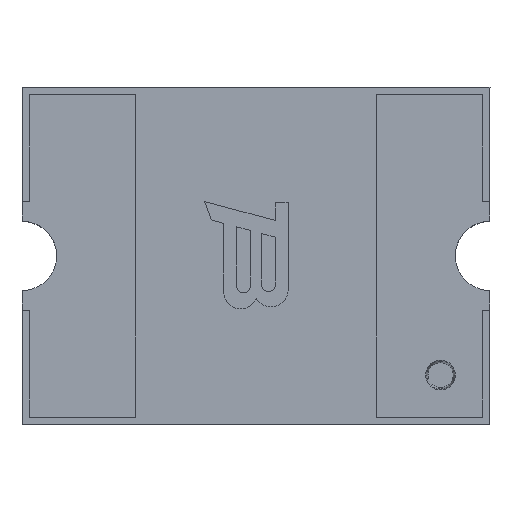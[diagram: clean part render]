
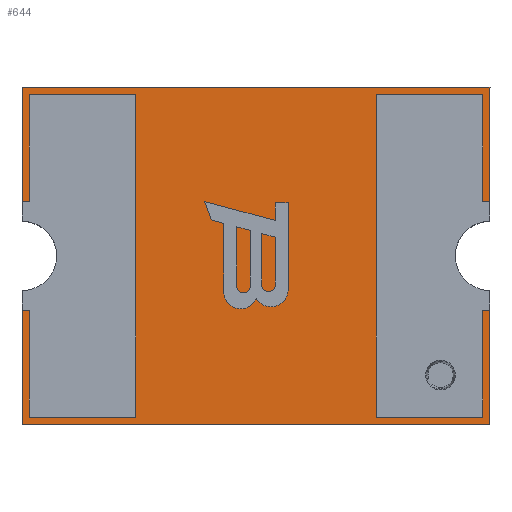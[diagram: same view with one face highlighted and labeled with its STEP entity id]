
A CAD part, top view. The second image highlights one B-rep face of the part: STEP entity #644.
In plain terms, the highlighted face is planar.
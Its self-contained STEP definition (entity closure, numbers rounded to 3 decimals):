
#644=ADVANCED_FACE('',(#1764,#1766),#1768,.F.);
#1764=FACE_BOUND('',#1765,.T.);
#1765=EDGE_LOOP('',(#2639,#2640,#2641,#2642,#2643,#2644,#2645,#2646));
#1766=FACE_BOUND('',#1767,.T.);
#1767=EDGE_LOOP('',(#2647));
#1768=PLANE('',#1769);
#1769=AXIS2_PLACEMENT_3D('',#1770,#1771,#1772);
#1770=CARTESIAN_POINT('',(0.,0.,1.55));
#1771=DIRECTION('',(-0.,-0.,1.));
#1772=DIRECTION('',(1.,0.,-0.));
#2639=ORIENTED_EDGE('',*,*,#3203,.T.);
#2640=ORIENTED_EDGE('',*,*,#3205,.T.);
#2641=ORIENTED_EDGE('',*,*,#3195,.T.);
#2642=ORIENTED_EDGE('',*,*,#3190,.T.);
#2643=ORIENTED_EDGE('',*,*,#3187,.T.);
#2644=ORIENTED_EDGE('',*,*,#3206,.T.);
#2645=ORIENTED_EDGE('',*,*,#3179,.T.);
#2646=ORIENTED_EDGE('',*,*,#3173,.T.);
#2647=ORIENTED_EDGE('',*,*,#3207,.T.);
#3173=EDGE_CURVE('',#3625,#3626,#3627,.T.);
#3179=EDGE_CURVE('',#3636,#3625,#3637,.T.);
#3187=EDGE_CURVE('',#3651,#3649,#3652,.T.);
#3190=EDGE_CURVE('',#3655,#3651,#3656,.T.);
#3195=EDGE_CURVE('',#3664,#3655,#3665,.T.);
#3203=EDGE_CURVE('',#3626,#3677,#3679,.T.);
#3205=EDGE_CURVE('',#3677,#3664,#3681,.T.);
#3206=EDGE_CURVE('',#3649,#3636,#3682,.T.);
#3207=EDGE_CURVE('',#3683,#3683,#3684,.F.);
#3625=VERTEX_POINT('',#4519);
#3626=VERTEX_POINT('',#4520);
#3627=CIRCLE('',#4521,0.4);
#3636=VERTEX_POINT('',#4543);
#3637=LINE('',#4544,#4545);
#3649=VERTEX_POINT('',#4570);
#3651=VERTEX_POINT('',#4574);
#3652=LINE('',#4575,#4576);
#3655=VERTEX_POINT('',#4584);
#3656=CIRCLE('',#4585,0.4);
#3664=VERTEX_POINT('',#4604);
#3665=LINE('',#4605,#4606);
#3677=VERTEX_POINT('',#4631);
#3679=LINE('',#4635,#4636);
#3681=LINE('',#4641,#4642);
#3682=LINE('',#4644,#4645);
#3683=VERTEX_POINT('',#4647);
#3684=CIRCLE('',#4648,0.141);
#4519=CARTESIAN_POINT('',(2.365,-0.4,1.55));
#4520=CARTESIAN_POINT('',(2.365,0.4,1.55));
#4521=AXIS2_PLACEMENT_3D('',#4522,#4523,#4524);
#4522=CARTESIAN_POINT('',(2.365,0.,1.55));
#4523=DIRECTION('',(0.,-0.,-1.));
#4524=DIRECTION('',(0.,-1.,0.));
#4543=CARTESIAN_POINT('',(2.365,-1.705,1.55));
#4544=CARTESIAN_POINT('',(2.365,-1.705,1.55));
#4545=VECTOR('',#4546,1.);
#4546=DIRECTION('',(0.,1.,0.));
#4570=CARTESIAN_POINT('',(-2.365,-1.705,1.55));
#4574=CARTESIAN_POINT('',(-2.365,-0.4,1.55));
#4575=CARTESIAN_POINT('',(-2.365,-0.4,1.55));
#4576=VECTOR('',#4577,1.);
#4577=DIRECTION('',(0.,-1.,0.));
#4584=CARTESIAN_POINT('',(-2.365,0.4,1.55));
#4585=AXIS2_PLACEMENT_3D('',#4586,#4587,#4588);
#4586=CARTESIAN_POINT('',(-2.365,0.,1.55));
#4587=DIRECTION('',(0.,0.,-1.));
#4588=DIRECTION('',(0.,1.,0.));
#4604=CARTESIAN_POINT('',(-2.365,1.705,1.55));
#4605=CARTESIAN_POINT('',(-2.365,1.705,1.55));
#4606=VECTOR('',#4607,1.);
#4607=DIRECTION('',(0.,-1.,0.));
#4631=CARTESIAN_POINT('',(2.365,1.705,1.55));
#4635=CARTESIAN_POINT('',(2.365,0.4,1.55));
#4636=VECTOR('',#4637,1.);
#4637=DIRECTION('',(0.,1.,0.));
#4641=CARTESIAN_POINT('',(2.365,1.705,1.55));
#4642=VECTOR('',#4643,1.);
#4643=DIRECTION('',(-1.,0.,0.));
#4644=CARTESIAN_POINT('',(-2.365,-1.705,1.55));
#4645=VECTOR('',#4646,1.);
#4646=DIRECTION('',(1.,0.,0.));
#4647=CARTESIAN_POINT('',(2.006,-1.205,1.55));
#4648=AXIS2_PLACEMENT_3D('',#4649,#4650,#4651);
#4649=CARTESIAN_POINT('',(1.865,-1.205,1.55));
#4650=DIRECTION('',(-0.,-0.,1.));
#4651=DIRECTION('',(1.,0.,-0.));
